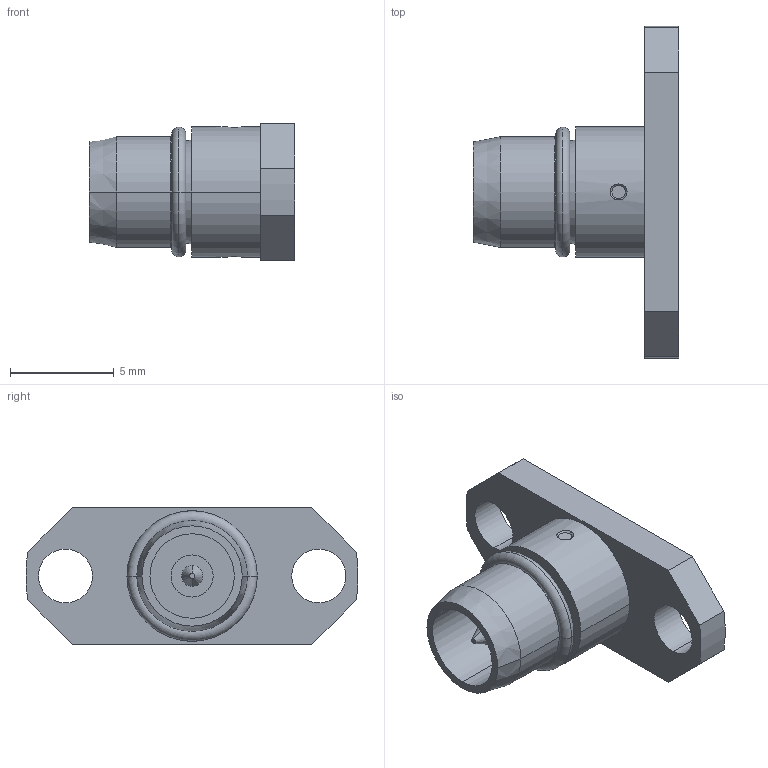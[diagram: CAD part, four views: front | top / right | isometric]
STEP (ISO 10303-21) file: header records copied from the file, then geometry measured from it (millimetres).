
FILE_DESCRIPTION (( 'STEP AP214' ), '1' );
FILE_NAME ('FMCN1233_3D.step', '2024-06-11T22:19:17', ( '' ), ( '' ), 'SwSTEP 2.0', 'SolidWorks 2022', '' );
FILE_SCHEMA (( 'AUTOMOTIVE_DESIGN' ));
Length unit declared in the file: inch
Products named in the file (1): FMCN1233_3D
Bounding box: 9.9 x 15.99 x 6.6 mm (x, y, z)
Volume: 286.6 mm3; surface area: 546 mm2
Topology: 2 solids, 2 shells, 60 faces, 129 edges, 82 vertices
Faces by surface type: cylinder 25, plane 19, cone 12, torus 4
Entity records: 1750 total; most frequent: CARTESIAN_POINT 320, DIRECTION 317, ORIENTED_EDGE 258, AXIS2_PLACEMENT_3D 131, EDGE_CURVE 129, VERTEX_POINT 82, EDGE_LOOP 75, CIRCLE 70
